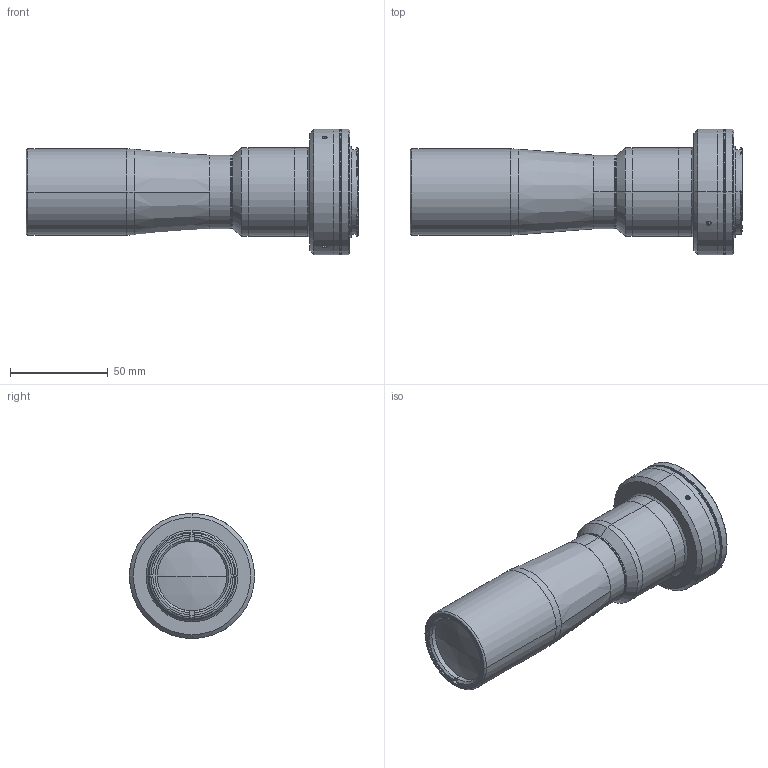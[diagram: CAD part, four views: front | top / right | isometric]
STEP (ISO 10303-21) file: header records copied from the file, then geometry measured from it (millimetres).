
FILE_DESCRIPTION (( 'STEP AP203' ), '1' );
FILE_NAME ('DP32102-A_TC4MHRP024-F.step', '2022-06-29T13:53:59', ( '' ), ( '' ), 'SwSTEP 2.0', 'SolidWorks 2021', '' );
FILE_SCHEMA (( 'CONFIG_CONTROL_DESIGN' ));
Length unit declared in the file: millimetre
Products named in the file (1): DP32102-A_TC4MHRP024-F
Bounding box: 169.66 x 64 x 64 mm (x, y, z)
Surface area: 40396.7 mm2 (no closed solid volume)
Topology: 0 solids, 21 shells, 151 faces, 435 edges, 303 vertices
Faces by surface type: cylinder 63, plane 54, cone 28, torus 4, sphere 2
Entity records: 5301 total; most frequent: CARTESIAN_POINT 1172, DIRECTION 928, ORIENTED_EDGE 704, EDGE_CURVE 435, AXIS2_PLACEMENT_3D 371, VERTEX_POINT 303, CIRCLE 219, VECTOR 186
